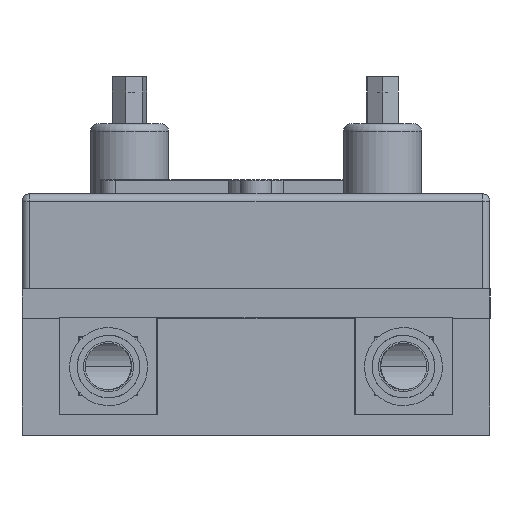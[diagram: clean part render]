
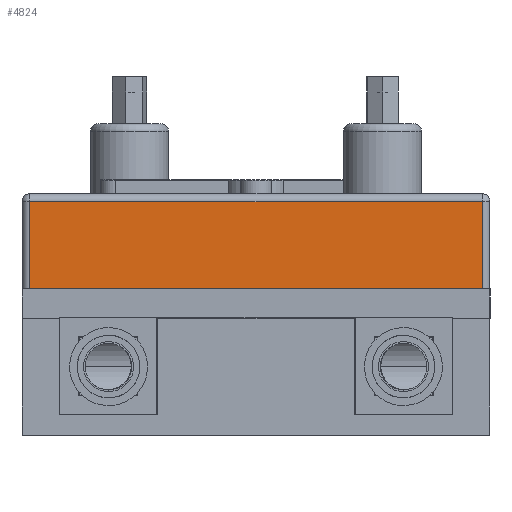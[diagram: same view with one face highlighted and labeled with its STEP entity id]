
A CAD part, left-side view. The second image highlights one B-rep face of the part: STEP entity #4824.
In plain terms, the highlighted planar face has unit normal (-1, 0, 0).
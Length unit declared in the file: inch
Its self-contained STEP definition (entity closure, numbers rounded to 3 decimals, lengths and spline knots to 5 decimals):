
#148 = EDGE_CURVE ( 'NONE', #3625, #7621, #5574, .T. ) ;
#415 = DIRECTION ( 'NONE',  ( 0., 0., -1. ) ) ;
#724 = ORIENTED_EDGE ( 'NONE', *, *, #9298, .T. ) ;
#740 = EDGE_CURVE ( 'NONE', #5620, #5743, #10359, .T. ) ;
#1814 = ORIENTED_EDGE ( 'NONE', *, *, #5295, .T. ) ;
#2694 = LINE ( 'NONE', #4576, #7865 ) ;
#2902 = EDGE_LOOP ( 'NONE', ( #6905, #1814, #7245, #724 ) ) ;
#3502 = CARTESIAN_POINT ( 'NONE',  ( -1.5, 0.56, 1.45 ) ) ;
#3625 = VERTEX_POINT ( 'NONE', #6799 ) ;
#3650 = CARTESIAN_POINT ( 'NONE',  ( -1.5, 0.61, -1.45 ) ) ;
#3725 = AXIS2_PLACEMENT_3D ( 'NONE', #5355, #5388, #415 ) ;
#3835 = VECTOR ( 'NONE', #3858, 39.37008 ) ;
#3858 = DIRECTION ( 'NONE',  ( 0., -1., 0. ) ) ;
#4160 = DIRECTION ( 'NONE',  ( 0., 0., -1. ) ) ;
#4576 = CARTESIAN_POINT ( 'NONE',  ( -1.5, 0.61, 1.45 ) ) ;
#4824 = ADVANCED_FACE ( 'NONE', ( #9874 ), #9469, .F. ) ;
#5039 = CARTESIAN_POINT ( 'NONE',  ( -1.5, 0., 1.45 ) ) ;
#5295 = EDGE_CURVE ( 'NONE', #5743, #3625, #5917, .T. ) ;
#5355 = CARTESIAN_POINT ( 'NONE',  ( -1.5, 0.61, 1.5 ) ) ;
#5388 = DIRECTION ( 'NONE',  ( 1., 0., 0. ) ) ;
#5574 = LINE ( 'NONE', #8133, #9286 ) ;
#5620 = VERTEX_POINT ( 'NONE', #3502 ) ;
#5656 = DIRECTION ( 'NONE',  ( 0., 0., 1. ) ) ;
#5743 = VERTEX_POINT ( 'NONE', #9864 ) ;
#5917 = LINE ( 'NONE', #3650, #3835 ) ;
#6799 = CARTESIAN_POINT ( 'NONE',  ( -1.5, 0., -1.45 ) ) ;
#6905 = ORIENTED_EDGE ( 'NONE', *, *, #740, .T. ) ;
#7245 = ORIENTED_EDGE ( 'NONE', *, *, #148, .T. ) ;
#7572 = VECTOR ( 'NONE', #4160, 39.37008 ) ;
#7621 = VERTEX_POINT ( 'NONE', #5039 ) ;
#7865 = VECTOR ( 'NONE', #7916, 39.37008 ) ;
#7916 = DIRECTION ( 'NONE',  ( 0., 1., 0. ) ) ;
#8133 = CARTESIAN_POINT ( 'NONE',  ( -1.5, 0., 1.5 ) ) ;
#9286 = VECTOR ( 'NONE', #5656, 39.37008 ) ;
#9298 = EDGE_CURVE ( 'NONE', #7621, #5620, #2694, .T. ) ;
#9469 = PLANE ( 'NONE',  #3725 ) ;
#9864 = CARTESIAN_POINT ( 'NONE',  ( -1.5, 0.56, -1.45 ) ) ;
#9874 = FACE_OUTER_BOUND ( 'NONE', #2902, .T. ) ;
#9926 = CARTESIAN_POINT ( 'NONE',  ( -1.5, 0.56, 1.5 ) ) ;
#10359 = LINE ( 'NONE', #9926, #7572 ) ;
